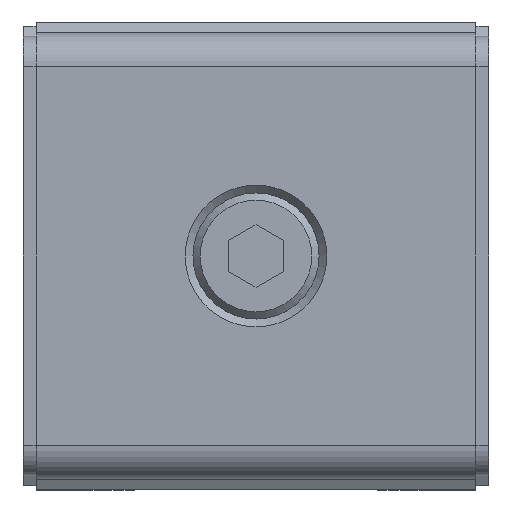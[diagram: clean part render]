
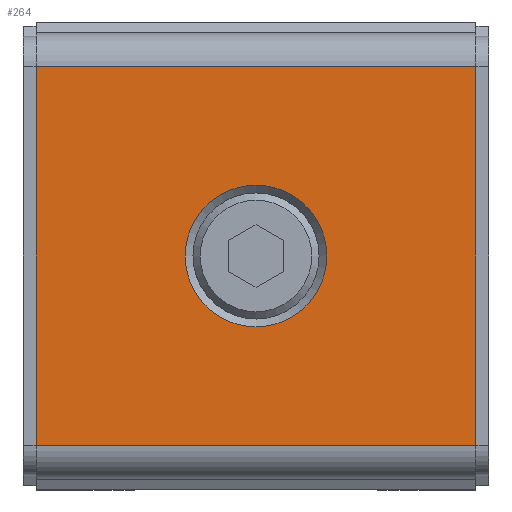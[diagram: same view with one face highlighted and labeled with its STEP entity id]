
A CAD part, front view. The second image highlights one B-rep face of the part: STEP entity #264.
In plain terms, the highlighted planar face has unit normal (0, -1, 0).
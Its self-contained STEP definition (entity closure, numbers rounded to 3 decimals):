
#264 = ADVANCED_FACE( '', ( #621, #622 ), #623, .F. );
#621 = FACE_BOUND( '', #1025, .T. );
#622 = FACE_OUTER_BOUND( '', #1026, .T. );
#623 = PLANE( '', #1027 );
#1025 = EDGE_LOOP( '', ( #2120 ) );
#1026 = EDGE_LOOP( '', ( #2121, #2122, #2123, #2124 ) );
#1027 = AXIS2_PLACEMENT_3D( '', #2125, #2126, #2127 );
#2120 = ORIENTED_EDGE( '', *, *, #2774, .F. );
#2121 = ORIENTED_EDGE( '', *, *, #2744, .T. );
#2122 = ORIENTED_EDGE( '', *, *, #2773, .F. );
#2123 = ORIENTED_EDGE( '', *, *, #2715, .F. );
#2124 = ORIENTED_EDGE( '', *, *, #2775, .T. );
#2125 = CARTESIAN_POINT( '', ( 32.5, 0., 28. ) );
#2126 = DIRECTION( '', ( 0., 1., 0. ) );
#2127 = DIRECTION( '', ( 0., 0., 1. ) );
#2715 = EDGE_CURVE( '', #3332, #3334, #3335, .T. );
#2744 = EDGE_CURVE( '', #3391, #3389, #3392, .T. );
#2773 = EDGE_CURVE( '', #3334, #3389, #3435, .T. );
#2774 = EDGE_CURVE( '', #3436, #3436, #3437, .T. );
#2775 = EDGE_CURVE( '', #3332, #3391, #3438, .T. );
#3332 = VERTEX_POINT( '', #4236 );
#3334 = VERTEX_POINT( '', #4238 );
#3335 = LINE( '', #4239, #4240 );
#3389 = VERTEX_POINT( '', #4316 );
#3391 = VERTEX_POINT( '', #4318 );
#3392 = LINE( '', #4319, #4320 );
#3435 = LINE( '', #4386, #4387 );
#3436 = VERTEX_POINT( '', #4388 );
#3437 = CIRCLE( '', #4389, 10.478 );
#3438 = LINE( '', #4390, #4391 );
#4236 = CARTESIAN_POINT( '', ( 32.5, 0., 28. ) );
#4238 = CARTESIAN_POINT( '', ( 32.5, 0., -28. ) );
#4239 = CARTESIAN_POINT( '', ( 32.5, 0., 28. ) );
#4240 = VECTOR( '', #4896, 1000. );
#4316 = CARTESIAN_POINT( '', ( -32.5, 0., -28. ) );
#4318 = CARTESIAN_POINT( '', ( -32.5, 0., 28. ) );
#4319 = CARTESIAN_POINT( '', ( -32.5, 0., 28. ) );
#4320 = VECTOR( '', #4937, 1000. );
#4386 = CARTESIAN_POINT( '', ( 32.5, 0., -28. ) );
#4387 = VECTOR( '', #4976, 1000. );
#4388 = CARTESIAN_POINT( '', ( 0., 0., -10.478 ) );
#4389 = AXIS2_PLACEMENT_3D( '', #4977, #4978, #4979 );
#4390 = CARTESIAN_POINT( '', ( 32.5, 0., 28. ) );
#4391 = VECTOR( '', #4980, 1000. );
#4896 = DIRECTION( '', ( 0., 0., -1. ) );
#4937 = DIRECTION( '', ( 0., 0., -1. ) );
#4976 = DIRECTION( '', ( -1., 0., 0. ) );
#4977 = CARTESIAN_POINT( '', ( 0., 0., 0. ) );
#4978 = DIRECTION( '', ( 0., -1., 0. ) );
#4979 = DIRECTION( '', ( 0., 0., -1. ) );
#4980 = DIRECTION( '', ( -1., 0., 0. ) );
